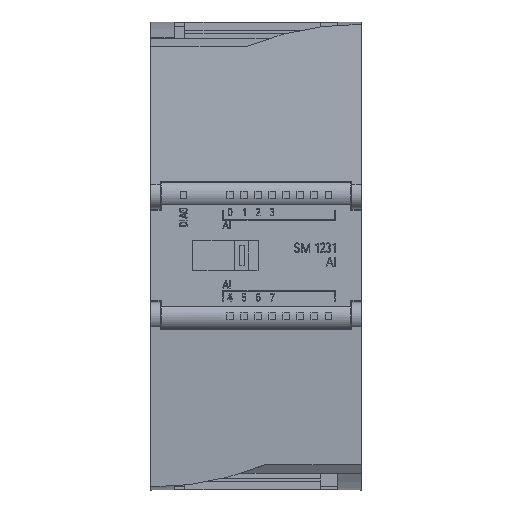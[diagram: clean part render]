
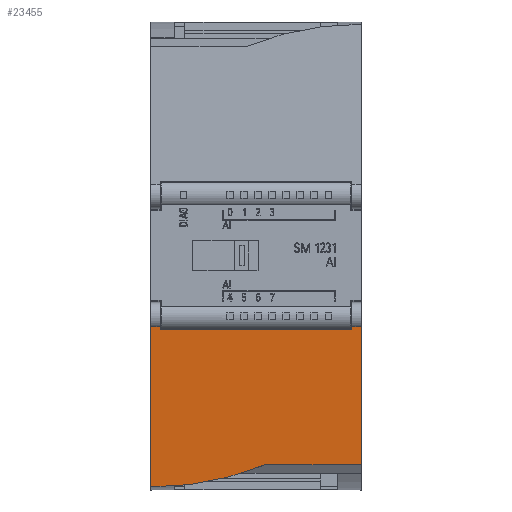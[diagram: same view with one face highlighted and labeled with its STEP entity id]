
A CAD part, top view. The second image highlights one B-rep face of the part: STEP entity #23455.
In plain terms, the highlighted face is planar.
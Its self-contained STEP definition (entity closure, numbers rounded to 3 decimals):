
#21153=FACE_OUTER_BOUND('',#28286,.T.);
#23455=ADVANCED_FACE('131',(#21153),#25361,.F.);
#25361=PLANE('',#61591);
#28286=EDGE_LOOP('',(#39759,#39760,#39761,#39762,#39763,#39764,#39765,#39766,
#39767));
#28439=CIRCLE('',#61590,62.647);
#39759=ORIENTED_EDGE('',*,*,#49285,.T.);
#39760=ORIENTED_EDGE('',*,*,#49273,.T.);
#39761=ORIENTED_EDGE('',*,*,#49295,.T.);
#39762=ORIENTED_EDGE('',*,*,#49281,.T.);
#39763=ORIENTED_EDGE('',*,*,#49293,.T.);
#39764=ORIENTED_EDGE('',*,*,#49296,.T.);
#39765=ORIENTED_EDGE('',*,*,#49297,.T.);
#39766=ORIENTED_EDGE('',*,*,#49298,.F.);
#39767=ORIENTED_EDGE('',*,*,#49299,.F.);
#43602=VERTEX_POINT('',#99182);
#43603=VERTEX_POINT('',#99184);
#43610=VERTEX_POINT('',#99199);
#43611=VERTEX_POINT('',#99201);
#43614=VERTEX_POINT('',#99209);
#43619=VERTEX_POINT('',#99224);
#43620=VERTEX_POINT('',#99229);
#43621=VERTEX_POINT('',#99231);
#43622=VERTEX_POINT('',#99233);
#49273=EDGE_CURVE('',#43603,#43602,#54155,.T.);
#49281=EDGE_CURVE('',#43611,#43610,#54160,.T.);
#49285=EDGE_CURVE('',#43614,#43603,#54163,.T.);
#49293=EDGE_CURVE('',#43610,#43619,#54170,.T.);
#49295=EDGE_CURVE('',#43602,#43611,#54171,.T.);
#49296=EDGE_CURVE('',#43619,#43620,#54172,.T.);
#49297=EDGE_CURVE('',#43620,#43621,#28439,.T.);
#49298=EDGE_CURVE('',#43622,#43621,#54173,.T.);
#49299=EDGE_CURVE('',#43614,#43622,#54174,.T.);
#54155=LINE('',#99183,#59356);
#54160=LINE('',#99200,#59361);
#54163=LINE('',#99208,#59364);
#54170=LINE('',#99223,#59371);
#54171=LINE('',#99227,#59372);
#54172=LINE('',#99228,#59373);
#54173=LINE('',#99232,#59374);
#54174=LINE('',#99234,#59375);
#59356=VECTOR('',#71178,1.);
#59361=VECTOR('',#71191,1.);
#59364=VECTOR('',#71198,1.);
#59371=VECTOR('',#71211,1.);
#59372=VECTOR('',#71216,1.);
#59373=VECTOR('',#71217,1.);
#59374=VECTOR('',#71220,1.);
#59375=VECTOR('',#71221,1.);
#61590=AXIS2_PLACEMENT_3D('',#99230,#71218,#71219);
#61591=AXIS2_PLACEMENT_3D('',#99235,#71222,#71223);
#71178=DIRECTION('',(0.,-0.071,0.997));
#71191=DIRECTION('',(0.,0.071,-0.997));
#71198=DIRECTION('',(-1.,0.,0.));
#71211=DIRECTION('',(-1.,0.,0.));
#71216=DIRECTION('',(-1.,0.,0.));
#71217=DIRECTION('',(0.,-0.071,0.997));
#71218=DIRECTION('',(0.,0.997,0.071));
#71219=DIRECTION('',(-1.,0.,0.));
#71220=DIRECTION('',(-1.,0.,0.));
#71221=DIRECTION('',(0.,-0.071,0.997));
#71222=DIRECTION('',(0.,-0.997,-0.071));
#71223=DIRECTION('',(0.,0.071,-0.997));
#99182=CARTESIAN_POINT('',(20.5,1.991,2.74));
#99183=CARTESIAN_POINT('',(20.5,2.029,2.214));
#99184=CARTESIAN_POINT('',(20.5,2.029,2.214));
#99199=CARTESIAN_POINT('',(-20.5,2.029,2.214));
#99200=CARTESIAN_POINT('',(-20.5,2.029,2.214));
#99201=CARTESIAN_POINT('',(-20.5,1.991,2.74));
#99208=CARTESIAN_POINT('',(22.5,2.029,2.214));
#99209=CARTESIAN_POINT('',(22.5,2.029,2.214));
#99223=CARTESIAN_POINT('',(22.5,2.029,2.214));
#99224=CARTESIAN_POINT('',(-22.5,2.029,2.214));
#99227=CARTESIAN_POINT('',(22.5,1.991,2.74));
#99228=CARTESIAN_POINT('',(-22.5,2.029,2.214));
#99229=CARTESIAN_POINT('',(-22.5,-0.419,36.456));
#99230=CARTESIAN_POINT('',(-21.962,4.048,-26.029));
#99231=CARTESIAN_POINT('',(1.877,-0.083,31.757));
#99232=CARTESIAN_POINT('',(22.5,-0.083,31.757));
#99233=CARTESIAN_POINT('',(22.5,-0.083,31.757));
#99234=CARTESIAN_POINT('',(22.5,2.029,2.214));
#99235=CARTESIAN_POINT('',(22.5,2.029,2.214));
